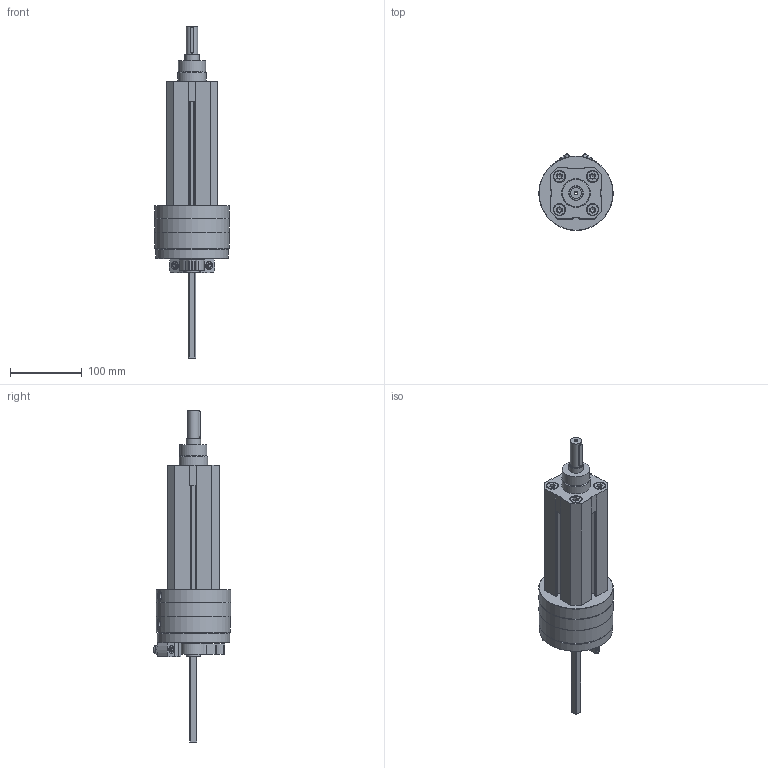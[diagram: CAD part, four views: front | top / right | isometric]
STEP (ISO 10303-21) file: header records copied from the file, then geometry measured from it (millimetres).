
FILE_DESCRIPTION(/* description */ ('STEP AP214'),/* implementation_level */ '2;1');
FILE_NAME(/* name */ '556525_DSL-32-100-270-P-A-S20-B',/* time_stamp */ '2024-08-21T16:24:26+02:00',/* author */ ('License CC BY-ND 4.0'),/* organization */ ('CADENAS'),/* preprocessor_version */ 'ST-DEVELOPER v19.3',/* originating_system */ 'PARTsolutions',/* authorisation */ ' ');
FILE_SCHEMA (('AUTOMOTIVE_DESIGN {1 0 10303 214 3 1 1}'));
Length unit declared in the file: millimetre
Products named in the file (12): 556525 DSL-32-100-270-P-A-S20-B---(0_0); 556525 DSL-32-100-270-P-A-S20-B-100_bz; 704065 DSM-32-BR---(HZ); 710517 DSM-32-P-B; 371075 SLT-16; 342622 DSM-32_NS; DIN-912 - M6x25(F); 348987 SPZ-20 M12X1-4-15; 704064 DSM-32-BL---(HZ); 556525 DSL-100_k; 306998 DSL; Shim ring DIN 988 20x28x2
Assembly tree (16 placements, depth 2):
  556525 DSL-32-100-270-P-A-S20-B---(0_0)
    556525 DSL-32-100-270-P-A-S20-B-100_bz
    704065 DSM-32-BR---(HZ)
    710517 DSM-32-P-B  x2
    371075 SLT-16  x2
    342622 DSM-32_NS  x2
    DIN-912 - M6x25(F)  x2
    348987 SPZ-20 M12X1-4-15  x2
    704064 DSM-32-BL---(HZ)
    556525 DSL-100_k
    306998 DSL
    Shim ring DIN 988 20x28x2
Bounding box: 104 x 107.81 x 464 mm (x, y, z)
Volume: 1386807.7 mm3; surface area: 203639.2 mm2
Topology: 16 solids, 16 shells, 535 faces, 1294 edges, 820 vertices
Faces by surface type: plane 279, cylinder 171, cone 81, torus 4
Full cylindrical faces by diameter (mm): 1.567 x2, 1.9 x2, 4 x2, 4.2 x1, 4.917 x2, 6 x2, 6.6 x2, 6.647 x4, 7 x2, 8 x4, 8.566 x4, 10 x2, 10.917 x4, 11 x2, 12 x2, 13.5 x1, 15 x4, 16 x1, 17 x4, 20 x5, 28 x1, 38 x1, 40 x1, 43 x1, 49 x1, 63 x1, 72 x1, 98.5 x1, 101.5 x1, 103.65 x1
Entity records: 13280 total; most frequent: CARTESIAN_POINT 2390, DIRECTION 2293, ORIENTED_EDGE 1976, EDGE_CURVE 988, AXIS2_PLACEMENT_3D 860, VERTEX_POINT 699, FACE_BOUND 633, EDGE_LOOP 625
